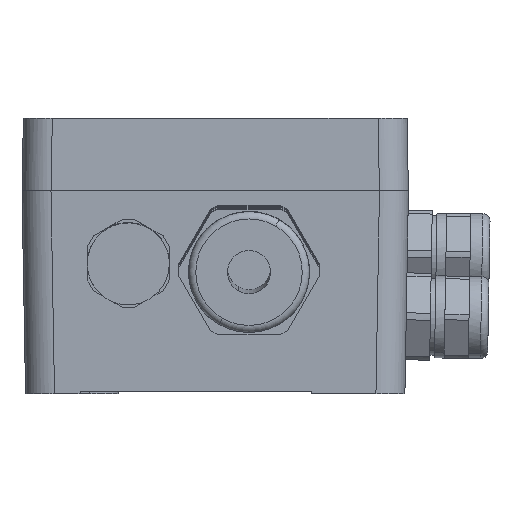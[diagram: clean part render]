
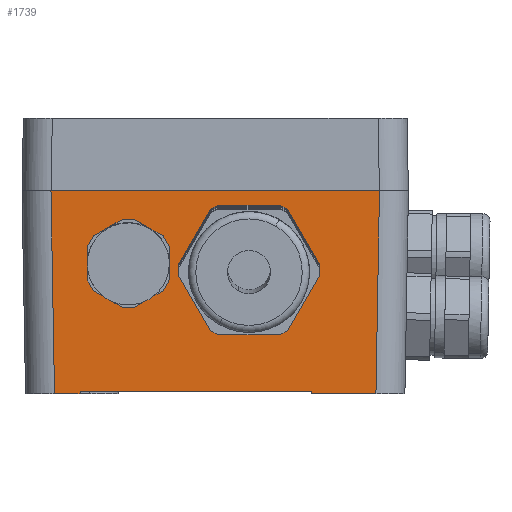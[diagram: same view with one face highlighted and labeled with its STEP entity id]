
A CAD part, left-side view. The second image highlights one B-rep face of the part: STEP entity #1739.
In plain terms, the highlighted planar face has unit normal (-1, 0, -0.018).
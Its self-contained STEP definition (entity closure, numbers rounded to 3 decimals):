
#1571=AXIS2_PLACEMENT_3D('Plane Axis2P3D',#1568,#1569,#1570) ;
#1723=AXIS2_PLACEMENT_3D('Circle Axis2P3D',#1721,#1722,$) ;
#1732=AXIS2_PLACEMENT_3D('Circle Axis2P3D',#1730,#1731,$) ;
#177=CARTESIAN_POINT('Vertex',(49.66,36.91,0.5)) ;
#180=CARTESIAN_POINT('Line Origine',(49.66,60.91,0.5)) ;
#184=CARTESIAN_POINT('Vertex',(49.66,84.91,0.5)) ;
#1551=CARTESIAN_POINT('Vertex',(49.669,36.91,0.)) ;
#1554=CARTESIAN_POINT('Line Origine',(49.664,36.91,0.25)) ;
#1568=CARTESIAN_POINT('Axis2P3D Location',(48.953,56.91,41.)) ;
#1573=CARTESIAN_POINT('Line Origine',(49.302,23.258,21.)) ;
#1577=CARTESIAN_POINT('Vertex',(48.936,22.892,42.)) ;
#1579=CARTESIAN_POINT('Vertex',(49.669,23.625,0.)) ;
#1582=CARTESIAN_POINT('Line Origine',(48.936,56.91,42.)) ;
#1586=CARTESIAN_POINT('Vertex',(48.936,90.929,42.)) ;
#1589=CARTESIAN_POINT('Line Origine',(49.302,90.562,21.)) ;
#1593=CARTESIAN_POINT('Vertex',(49.669,90.195,0.)) ;
#1596=CARTESIAN_POINT('Line Origine',(49.669,87.553,0.)) ;
#1600=CARTESIAN_POINT('Vertex',(49.669,84.91,0.)) ;
#1603=CARTESIAN_POINT('Line Origine',(49.664,84.91,0.25)) ;
#1608=CARTESIAN_POINT('Line Origine',(49.669,30.268,0.)) ;
#1623=CARTESIAN_POINT('Line Origine',(49.118,67.051,31.539)) ;
#1627=CARTESIAN_POINT('Vertex',(49.138,66.41,30.429)) ;
#1629=CARTESIAN_POINT('Vertex',(49.099,67.692,32.648)) ;
#1632=CARTESIAN_POINT('Line Origine',(49.198,66.41,27.002)) ;
#1636=CARTESIAN_POINT('Vertex',(49.257,66.41,23.575)) ;
#1639=CARTESIAN_POINT('Line Origine',(49.277,67.051,22.465)) ;
#1643=CARTESIAN_POINT('Vertex',(49.296,67.692,21.355)) ;
#1646=CARTESIAN_POINT('Line Origine',(49.326,70.66,19.642)) ;
#1650=CARTESIAN_POINT('Vertex',(49.356,73.628,17.928)) ;
#1653=CARTESIAN_POINT('Line Origine',(49.356,74.91,17.928)) ;
#1657=CARTESIAN_POINT('Vertex',(49.356,76.192,17.928)) ;
#1660=CARTESIAN_POINT('Line Origine',(49.326,79.16,19.642)) ;
#1664=CARTESIAN_POINT('Vertex',(49.296,82.128,21.355)) ;
#1667=CARTESIAN_POINT('Line Origine',(49.277,82.769,22.465)) ;
#1671=CARTESIAN_POINT('Vertex',(49.257,83.41,23.575)) ;
#1674=CARTESIAN_POINT('Line Origine',(49.198,83.41,27.002)) ;
#1678=CARTESIAN_POINT('Vertex',(49.138,83.41,30.429)) ;
#1681=CARTESIAN_POINT('Line Origine',(49.118,82.769,31.539)) ;
#1685=CARTESIAN_POINT('Vertex',(49.099,82.128,32.648)) ;
#1688=CARTESIAN_POINT('Line Origine',(49.069,79.16,34.362)) ;
#1692=CARTESIAN_POINT('Vertex',(49.039,76.192,36.075)) ;
#1695=CARTESIAN_POINT('Line Origine',(49.039,74.91,36.075)) ;
#1699=CARTESIAN_POINT('Vertex',(49.039,73.628,36.075)) ;
#1702=CARTESIAN_POINT('Line Origine',(49.069,70.66,34.362)) ;
#1721=CARTESIAN_POINT('Axis2P3D Location',(49.215,49.91,26.002)) ;
#1725=CARTESIAN_POINT('Vertex',(49.353,54.468,18.109)) ;
#1727=CARTESIAN_POINT('Vertex',(49.077,45.353,33.895)) ;
#1730=CARTESIAN_POINT('Axis2P3D Location',(49.215,49.91,26.002)) ;
#181=DIRECTION('Vector Direction',(0.,1.,0.)) ;
#1555=DIRECTION('Vector Direction',(0.017,0.,-1.)) ;
#1569=DIRECTION('Axis2P3D Direction',(1.,-0.,0.017)) ;
#1570=DIRECTION('Axis2P3D XDirection',(0.,1.,0.)) ;
#1574=DIRECTION('Vector Direction',(0.017,0.017,-1.)) ;
#1583=DIRECTION('Vector Direction',(0.,-1.,0.)) ;
#1590=DIRECTION('Vector Direction',(0.017,-0.017,-1.)) ;
#1597=DIRECTION('Vector Direction',(0.,-1.,0.)) ;
#1604=DIRECTION('Vector Direction',(0.017,0.,-1.)) ;
#1609=DIRECTION('Vector Direction',(0.,-1.,0.)) ;
#1624=DIRECTION('Vector Direction',(-0.015,0.5,0.866)) ;
#1633=DIRECTION('Vector Direction',(-0.017,0.,1.)) ;
#1640=DIRECTION('Vector Direction',(-0.015,-0.5,0.866)) ;
#1647=DIRECTION('Vector Direction',(-0.009,-0.866,0.5)) ;
#1654=DIRECTION('Vector Direction',(0.,-1.,0.)) ;
#1661=DIRECTION('Vector Direction',(0.009,-0.866,-0.5)) ;
#1668=DIRECTION('Vector Direction',(0.015,-0.5,-0.866)) ;
#1675=DIRECTION('Vector Direction',(0.017,0.,-1.)) ;
#1682=DIRECTION('Vector Direction',(0.015,0.5,-0.866)) ;
#1689=DIRECTION('Vector Direction',(0.009,0.866,-0.5)) ;
#1696=DIRECTION('Vector Direction',(0.,1.,0.)) ;
#1703=DIRECTION('Vector Direction',(-0.009,0.866,0.5)) ;
#1722=DIRECTION('Axis2P3D Direction',(1.,-0.,0.017)) ;
#1731=DIRECTION('Axis2P3D Direction',(1.,-0.,0.017)) ;
#182=VECTOR('Line Direction',#181,1.) ;
#1556=VECTOR('Line Direction',#1555,1.) ;
#1575=VECTOR('Line Direction',#1574,1.) ;
#1584=VECTOR('Line Direction',#1583,1.) ;
#1591=VECTOR('Line Direction',#1590,1.) ;
#1598=VECTOR('Line Direction',#1597,1.) ;
#1605=VECTOR('Line Direction',#1604,1.) ;
#1610=VECTOR('Line Direction',#1609,1.) ;
#1625=VECTOR('Line Direction',#1624,1.) ;
#1634=VECTOR('Line Direction',#1633,1.) ;
#1641=VECTOR('Line Direction',#1640,1.) ;
#1648=VECTOR('Line Direction',#1647,1.) ;
#1655=VECTOR('Line Direction',#1654,1.) ;
#1662=VECTOR('Line Direction',#1661,1.) ;
#1669=VECTOR('Line Direction',#1668,1.) ;
#1676=VECTOR('Line Direction',#1675,1.) ;
#1683=VECTOR('Line Direction',#1682,1.) ;
#1690=VECTOR('Line Direction',#1689,1.) ;
#1697=VECTOR('Line Direction',#1696,1.) ;
#1704=VECTOR('Line Direction',#1703,1.) ;
#1614=ORIENTED_EDGE('',*,*,#1581,.F.) ;
#1615=ORIENTED_EDGE('',*,*,#1588,.F.) ;
#1616=ORIENTED_EDGE('',*,*,#1595,.T.) ;
#1617=ORIENTED_EDGE('',*,*,#1602,.T.) ;
#1618=ORIENTED_EDGE('',*,*,#1607,.F.) ;
#1619=ORIENTED_EDGE('',*,*,#186,.F.) ;
#1620=ORIENTED_EDGE('',*,*,#1558,.T.) ;
#1621=ORIENTED_EDGE('',*,*,#1612,.T.) ;
#1708=ORIENTED_EDGE('',*,*,#1631,.F.) ;
#1709=ORIENTED_EDGE('',*,*,#1638,.F.) ;
#1710=ORIENTED_EDGE('',*,*,#1645,.F.) ;
#1711=ORIENTED_EDGE('',*,*,#1652,.F.) ;
#1712=ORIENTED_EDGE('',*,*,#1659,.F.) ;
#1713=ORIENTED_EDGE('',*,*,#1666,.F.) ;
#1714=ORIENTED_EDGE('',*,*,#1673,.F.) ;
#1715=ORIENTED_EDGE('',*,*,#1680,.F.) ;
#1716=ORIENTED_EDGE('',*,*,#1687,.F.) ;
#1717=ORIENTED_EDGE('',*,*,#1694,.F.) ;
#1718=ORIENTED_EDGE('',*,*,#1701,.F.) ;
#1719=ORIENTED_EDGE('',*,*,#1706,.F.) ;
#1736=ORIENTED_EDGE('',*,*,#1729,.T.) ;
#1737=ORIENTED_EDGE('',*,*,#1734,.T.) ;
#1720=FACE_BOUND('',#1707,.T.) ;
#1738=FACE_BOUND('',#1735,.T.) ;
#1739=ADVANCED_FACE('FBCon',(#1622,#1720,#1738),#1572,.F.) ;
#1724=CIRCLE('generated circle',#1723,9.115) ;
#1733=CIRCLE('generated circle',#1732,9.115) ;
#186=EDGE_CURVE('',#178,#185,#183,.T.) ;
#1558=EDGE_CURVE('',#178,#1552,#1557,.T.) ;
#1581=EDGE_CURVE('',#1578,#1580,#1576,.T.) ;
#1588=EDGE_CURVE('',#1587,#1578,#1585,.T.) ;
#1595=EDGE_CURVE('',#1587,#1594,#1592,.T.) ;
#1602=EDGE_CURVE('',#1594,#1601,#1599,.T.) ;
#1607=EDGE_CURVE('',#185,#1601,#1606,.T.) ;
#1612=EDGE_CURVE('',#1552,#1580,#1611,.T.) ;
#1631=EDGE_CURVE('',#1628,#1630,#1626,.T.) ;
#1638=EDGE_CURVE('',#1637,#1628,#1635,.T.) ;
#1645=EDGE_CURVE('',#1644,#1637,#1642,.T.) ;
#1652=EDGE_CURVE('',#1651,#1644,#1649,.T.) ;
#1659=EDGE_CURVE('',#1658,#1651,#1656,.T.) ;
#1666=EDGE_CURVE('',#1665,#1658,#1663,.T.) ;
#1673=EDGE_CURVE('',#1672,#1665,#1670,.T.) ;
#1680=EDGE_CURVE('',#1679,#1672,#1677,.T.) ;
#1687=EDGE_CURVE('',#1686,#1679,#1684,.T.) ;
#1694=EDGE_CURVE('',#1693,#1686,#1691,.T.) ;
#1701=EDGE_CURVE('',#1700,#1693,#1698,.T.) ;
#1706=EDGE_CURVE('',#1630,#1700,#1705,.T.) ;
#1729=EDGE_CURVE('',#1726,#1728,#1724,.T.) ;
#1734=EDGE_CURVE('',#1728,#1726,#1733,.T.) ;
#1613=EDGE_LOOP('',(#1614,#1615,#1616,#1617,#1618,#1619,#1620,#1621)) ;
#1707=EDGE_LOOP('',(#1708,#1709,#1710,#1711,#1712,#1713,#1714,#1715,#1716,#1717,#1718,#1719)) ;
#1735=EDGE_LOOP('',(#1736,#1737)) ;
#1622=FACE_OUTER_BOUND('',#1613,.T.) ;
#183=LINE('Line',#180,#182) ;
#1557=LINE('Line',#1554,#1556) ;
#1576=LINE('Line',#1573,#1575) ;
#1585=LINE('Line',#1582,#1584) ;
#1592=LINE('Line',#1589,#1591) ;
#1599=LINE('Line',#1596,#1598) ;
#1606=LINE('Line',#1603,#1605) ;
#1611=LINE('Line',#1608,#1610) ;
#1626=LINE('Line',#1623,#1625) ;
#1635=LINE('Line',#1632,#1634) ;
#1642=LINE('Line',#1639,#1641) ;
#1649=LINE('Line',#1646,#1648) ;
#1656=LINE('Line',#1653,#1655) ;
#1663=LINE('Line',#1660,#1662) ;
#1670=LINE('Line',#1667,#1669) ;
#1677=LINE('Line',#1674,#1676) ;
#1684=LINE('Line',#1681,#1683) ;
#1691=LINE('Line',#1688,#1690) ;
#1698=LINE('Line',#1695,#1697) ;
#1705=LINE('Line',#1702,#1704) ;
#1572=PLANE('',#1571) ;
#178=VERTEX_POINT('',#177) ;
#185=VERTEX_POINT('',#184) ;
#1552=VERTEX_POINT('',#1551) ;
#1578=VERTEX_POINT('',#1577) ;
#1580=VERTEX_POINT('',#1579) ;
#1587=VERTEX_POINT('',#1586) ;
#1594=VERTEX_POINT('',#1593) ;
#1601=VERTEX_POINT('',#1600) ;
#1628=VERTEX_POINT('',#1627) ;
#1630=VERTEX_POINT('',#1629) ;
#1637=VERTEX_POINT('',#1636) ;
#1644=VERTEX_POINT('',#1643) ;
#1651=VERTEX_POINT('',#1650) ;
#1658=VERTEX_POINT('',#1657) ;
#1665=VERTEX_POINT('',#1664) ;
#1672=VERTEX_POINT('',#1671) ;
#1679=VERTEX_POINT('',#1678) ;
#1686=VERTEX_POINT('',#1685) ;
#1693=VERTEX_POINT('',#1692) ;
#1700=VERTEX_POINT('',#1699) ;
#1726=VERTEX_POINT('',#1725) ;
#1728=VERTEX_POINT('',#1727) ;
